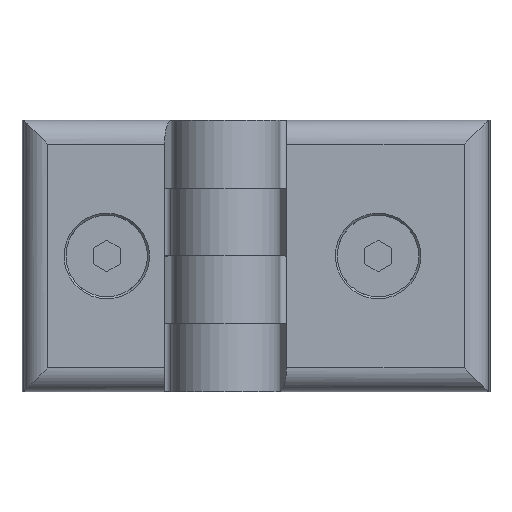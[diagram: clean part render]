
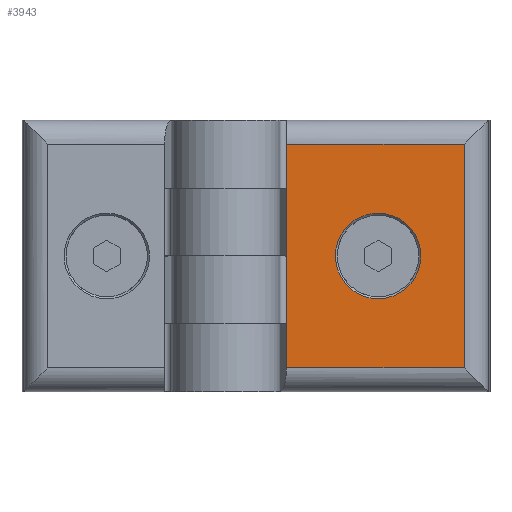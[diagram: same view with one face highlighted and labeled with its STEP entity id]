
A CAD part, top view. The second image highlights one B-rep face of the part: STEP entity #3943.
In plain terms, the highlighted face is planar.
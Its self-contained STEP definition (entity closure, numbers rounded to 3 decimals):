
#111=LINE('',#7940,#440);
#119=LINE('',#7973,#448);
#120=LINE('',#7975,#449);
#121=LINE('',#7977,#450);
#440=VECTOR('',#6550,1000.);
#448=VECTOR('',#6586,1000.);
#449=VECTOR('',#6587,1000.);
#450=VECTOR('',#6588,1000.);
#1063=ORIENTED_EDGE('',*,*,#2048,.T.);
#1064=ORIENTED_EDGE('',*,*,#2167,.F.);
#1065=ORIENTED_EDGE('',*,*,#2185,.F.);
#1066=ORIENTED_EDGE('',*,*,#2186,.T.);
#1067=ORIENTED_EDGE('',*,*,#2187,.T.);
#2048=EDGE_CURVE('',#2629,#2629,#3005,.T.);
#2167=EDGE_CURVE('',#2732,#2733,#111,.T.);
#2185=EDGE_CURVE('',#2744,#2732,#119,.T.);
#2186=EDGE_CURVE('',#2744,#2745,#120,.T.);
#2187=EDGE_CURVE('',#2745,#2733,#121,.T.);
#2629=VERTEX_POINT('',#7688);
#2732=VERTEX_POINT('',#7939);
#2733=VERTEX_POINT('',#7941);
#2744=VERTEX_POINT('',#7974);
#2745=VERTEX_POINT('',#7976);
#3005=CIRCLE('',#5820,6.3);
#3253=EDGE_LOOP('',(#1063));
#3254=EDGE_LOOP('',(#1064,#1065,#1066,#1067));
#3545=FACE_BOUND('',#3253,.T.);
#3546=FACE_BOUND('',#3254,.T.);
#3809=PLANE('',#5911);
#3943=ADVANCED_FACE('',(#3545,#3546),#3809,.F.);
#5820=AXIS2_PLACEMENT_3D('',#7687,#6334,#6335);
#5911=AXIS2_PLACEMENT_3D('',#7972,#6584,#6585);
#6334=DIRECTION('',(0.,-1.,0.));
#6335=DIRECTION('',(0.,0.,-1.));
#6550=DIRECTION('',(0.,0.,-1.));
#6584=DIRECTION('',(0.,-1.,0.));
#6585=DIRECTION('',(0.,0.,-1.));
#6586=DIRECTION('',(-1.,0.,0.));
#6587=DIRECTION('',(0.,0.,-1.));
#6588=DIRECTION('',(-1.,0.,0.));
#7687=CARTESIAN_POINT('',(22.51,-0.5,0.));
#7688=CARTESIAN_POINT('',(22.51,-0.5,-6.3));
#7939=CARTESIAN_POINT('',(8.99,-0.5,16.5));
#7940=CARTESIAN_POINT('',(8.99,-0.5,20.));
#7941=CARTESIAN_POINT('',(8.99,-0.5,-16.5));
#7972=CARTESIAN_POINT('',(45.55,-0.5,20.));
#7973=CARTESIAN_POINT('',(39.,-0.5,16.5));
#7974=CARTESIAN_POINT('',(35.233,-0.5,16.5));
#7975=CARTESIAN_POINT('',(35.233,-0.5,20.));
#7976=CARTESIAN_POINT('',(35.233,-0.5,-16.5));
#7977=CARTESIAN_POINT('',(39.,-0.5,-16.5));
